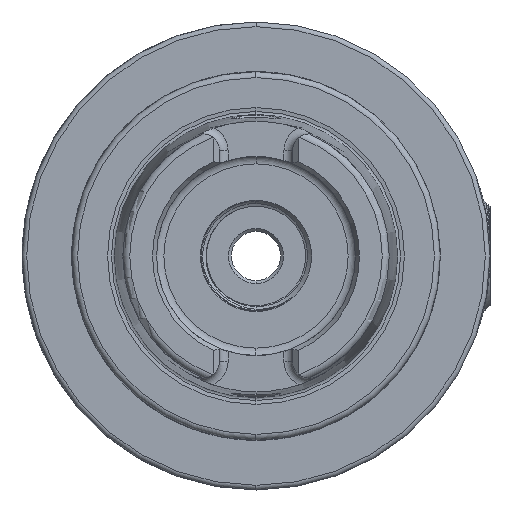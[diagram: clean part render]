
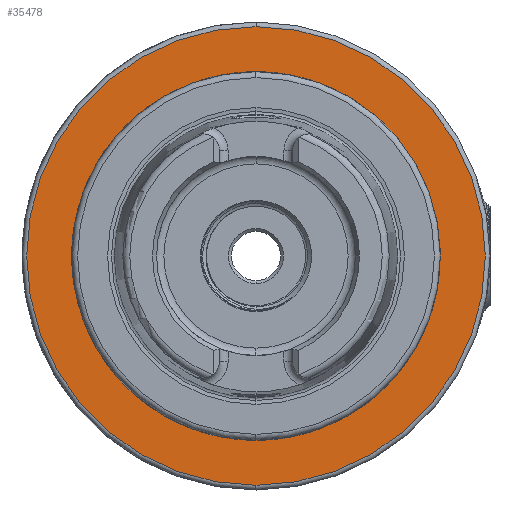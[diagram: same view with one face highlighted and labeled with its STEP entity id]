
A CAD part, left-side view. The second image highlights one B-rep face of the part: STEP entity #35478.
In plain terms, the highlighted planar face has unit normal (-1, 0, 0).
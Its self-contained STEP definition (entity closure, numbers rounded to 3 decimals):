
#354 = AXIS2_PLACEMENT_3D ( 'NONE', #7224, #7188, #7205 ) ;
#1472 = CIRCLE ( 'NONE', #26017, 27.3 ) ;
#1775 = ORIENTED_EDGE ( 'NONE', *, *, #27055, .T. ) ;
#1811 = ORIENTED_EDGE ( 'NONE', *, *, #8565, .T. ) ;
#1884 = ORIENTED_EDGE ( 'NONE', *, *, #6199, .T. ) ;
#1890 = ORIENTED_EDGE ( 'NONE', *, *, #6191, .T. ) ;
#6191 = EDGE_CURVE ( 'NONE', #30946, #31026, #30500, .T. ) ;
#6199 = EDGE_CURVE ( 'NONE', #30913, #30952, #30567, .T. ) ;
#7188 = DIRECTION ( 'NONE',  ( -1., 0., 0. ) ) ;
#7205 = DIRECTION ( 'NONE',  ( 0., 0., 1. ) ) ;
#7224 = CARTESIAN_POINT ( 'NONE',  ( 42., 0., 0. ) ) ;
#8565 = EDGE_CURVE ( 'NONE', #30952, #30913, #1472, .T. ) ;
#8725 = EDGE_LOOP ( 'NONE', ( #1811, #1884 ) ) ;
#8748 = EDGE_LOOP ( 'NONE', ( #1775, #1890 ) ) ;
#11245 = CARTESIAN_POINT ( 'NONE',  ( 42., 0., 0. ) ) ;
#11249 = DIRECTION ( 'NONE',  ( 1., 0., 0. ) ) ;
#11254 = DIRECTION ( 'NONE',  ( 0., 0., 1. ) ) ;
#25785 = CIRCLE ( 'NONE', #354, 39.2 ) ;
#25992 = AXIS2_PLACEMENT_3D ( 'NONE', #26523, #26496, #26499 ) ;
#26000 = AXIS2_PLACEMENT_3D ( 'NONE', #26578, #26541, #26532 ) ;
#26017 = AXIS2_PLACEMENT_3D ( 'NONE', #11245, #11249, #11254 ) ;
#26496 = DIRECTION ( 'NONE',  ( -1., 0., 0. ) ) ;
#26499 = DIRECTION ( 'NONE',  ( 0., 0., 1. ) ) ;
#26523 = CARTESIAN_POINT ( 'NONE',  ( 42., 0., 0. ) ) ;
#26532 = DIRECTION ( 'NONE',  ( 0., 0., 1. ) ) ;
#26541 = DIRECTION ( 'NONE',  ( 1., 0., 0. ) ) ;
#26578 = CARTESIAN_POINT ( 'NONE',  ( 42., 0., 0. ) ) ;
#27055 = EDGE_CURVE ( 'NONE', #31026, #30946, #25785, .T. ) ;
#27881 = FACE_OUTER_BOUND ( 'NONE', #8748, .T. ) ;
#27887 = FACE_BOUND ( 'NONE', #8725, .T. ) ;
#28563 = AXIS2_PLACEMENT_3D ( 'NONE', #31770, #31778, #31773 ) ;
#28843 = CARTESIAN_POINT ( 'NONE',  ( 42., 0., 39.2 ) ) ;
#30500 = CIRCLE ( 'NONE', #25992, 39.2 ) ;
#30567 = CIRCLE ( 'NONE', #26000, 27.3 ) ;
#30913 = VERTEX_POINT ( 'NONE', #40336 ) ;
#30946 = VERTEX_POINT ( 'NONE', #40386 ) ;
#30952 = VERTEX_POINT ( 'NONE', #40290 ) ;
#31026 = VERTEX_POINT ( 'NONE', #28843 ) ;
#31768 = PLANE ( 'NONE',  #28563 ) ;
#31770 = CARTESIAN_POINT ( 'NONE',  ( 42., 26.5, 0. ) ) ;
#31773 = DIRECTION ( 'NONE',  ( 0., 0., 1. ) ) ;
#31778 = DIRECTION ( 'NONE',  ( -1., 0., 0. ) ) ;
#35478 = ADVANCED_FACE ( 'NONE', ( #27881, #27887 ), #31768, .T. ) ;
#40290 = CARTESIAN_POINT ( 'NONE',  ( 42., 0., 27.3 ) ) ;
#40336 = CARTESIAN_POINT ( 'NONE',  ( 42., 0., -27.3 ) ) ;
#40386 = CARTESIAN_POINT ( 'NONE',  ( 42., 0., -39.2 ) ) ;
